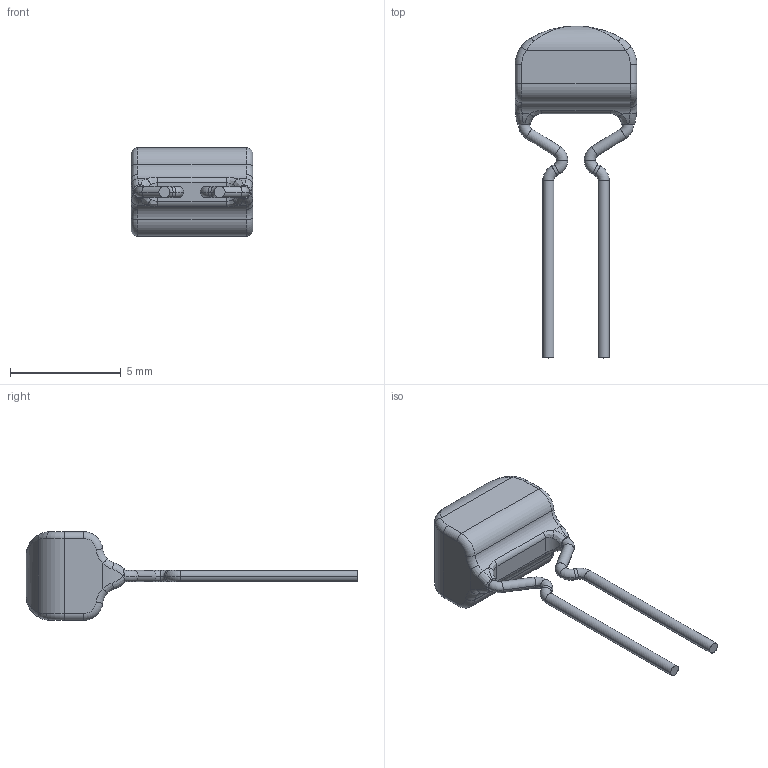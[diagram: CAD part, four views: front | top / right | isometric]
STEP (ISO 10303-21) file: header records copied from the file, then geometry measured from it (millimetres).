
FILE_DESCRIPTION (( 'STEP AP214' ), '1' );
FILE_NAME ('FK11C0G1H104JN006.STEP', '2023-04-20T11:50:08', ( '' ), ( '' ), 'SwSTEP 2.0', 'SolidWorks 2021', '' );
FILE_SCHEMA (( 'AUTOMOTIVE_DESIGN' ));
Length unit declared in the file: millimetre
Products named in the file (1): FK11C0G1H104JN006
Bounding box: 5.5 x 15 x 4 mm (x, y, z)
Volume: 74.5 mm3; surface area: 131.3 mm2
Topology: 3 solids, 3 shells, 109 faces, 243 edges, 136 vertices
Faces by surface type: cylinder 42, bspline 28, torus 28, plane 11
Entity records: 3419 total; most frequent: CARTESIAN_POINT 1149, ORIENTED_EDGE 478, DIRECTION 453, EDGE_CURVE 239, AXIS2_PLACEMENT_3D 200, VERTEX_POINT 136, CIRCLE 118, ADVANCED_FACE 109
